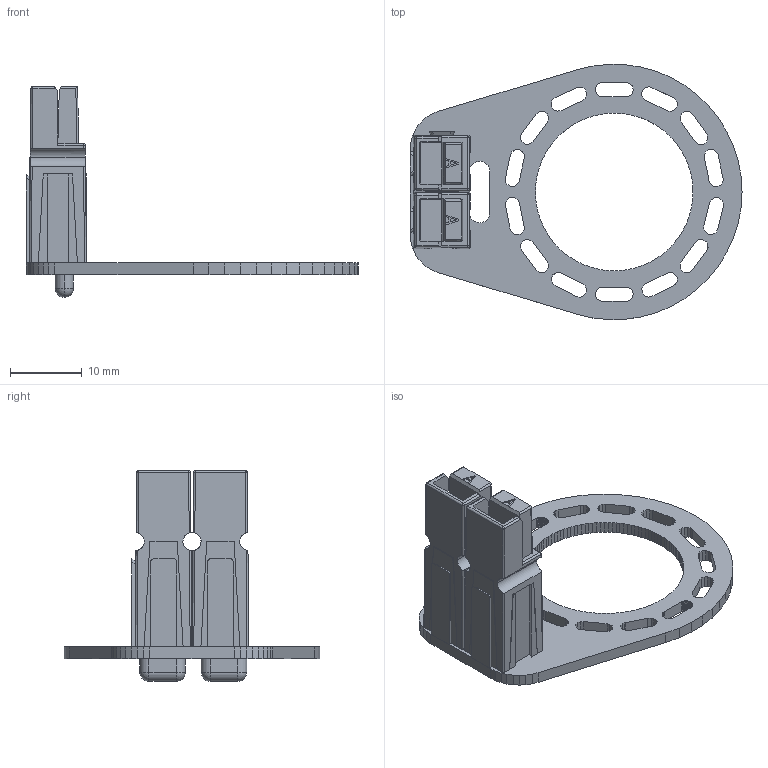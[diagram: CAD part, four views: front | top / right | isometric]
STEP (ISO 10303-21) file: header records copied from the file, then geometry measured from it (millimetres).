
FILE_DESCRIPTION (( 'STEP AP214' ), '1' );
FILE_NAME ('am-4109 550 MultiMount Board.STEP', '2019-10-29T17:07:55', ( '' ), ( '' ), 'SwSTEP 2.0', 'SolidWorks 2019', '' );
FILE_SCHEMA (( 'AUTOMOTIVE_DESIGN' ));
Length unit declared in the file: millimetre
Products named in the file (5): PP45; PP45 Pair; am-4109 550 MultiMount Board; ip-4109; Solder
Assembly tree (6 placements, depth 3):
  am-4109 550 MultiMount Board
    ip-4109
    PP45 Pair
      PP45  x2
    Solder  x2
Bounding box: 46.32 x 35.62 x 29.41 mm (x, y, z)
Volume: 3176.3 mm3; surface area: 4973.9 mm2
Topology: 5 solids, 5 shells, 1216 faces, 3416 edges, 2248 vertices
Faces by surface type: plane 1018, bspline 116, cylinder 74, sphere 8
Entity records: 33099 total; most frequent: CARTESIAN_POINT 9387, ORIENTED_EDGE 5242, DIRECTION 4238, EDGE_CURVE 2621, VECTOR 2434, LINE 2434, VERTEX_POINT 1735, EDGE_LOOP 972
